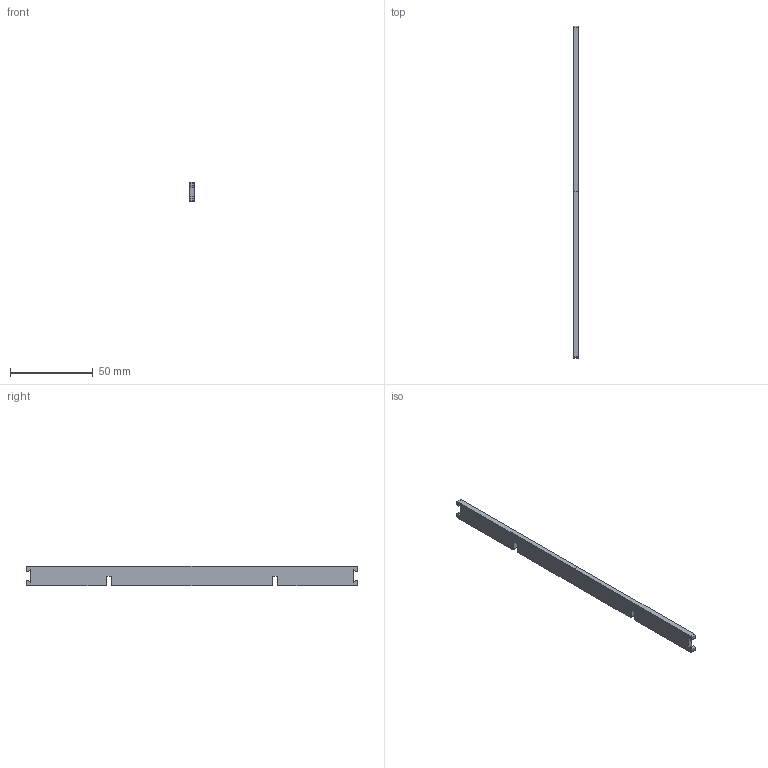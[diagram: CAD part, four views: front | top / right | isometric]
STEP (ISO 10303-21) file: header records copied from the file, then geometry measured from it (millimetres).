
FILE_DESCRIPTION(('CATIA V5 STEP Exchange'),'2;1');
FILE_NAME('renfort_rallonge.stp','2025-08-08T12:33:37+00:00',('none'),('none'),'CATIA Version 5 Release 21 GA (IN-10)','CATIA V5 STEP AP203','none');
FILE_SCHEMA(('CONFIG_CONTROL_DESIGN'));
Length unit declared in the file: millimetre
Products named in the file (1): renfort_rallonge
Bounding box: 3 x 200 x 12 mm (x, y, z)
Volume: 6970.6 mm3; surface area: 6032 mm2
Topology: 1 solids, 1 shells, 36 faces, 116 edges, 87 vertices
Faces by surface type: plane 24, cylinder 12
Entity records: 1273 total; most frequent: CARTESIAN_POINT 242, ORIENTED_EDGE 204, DIRECTION 174, EDGE_CURVE 102, VECTOR 92, LINE 92, VERTEX_POINT 68, AXIS2_PLACEMENT_3D 54
